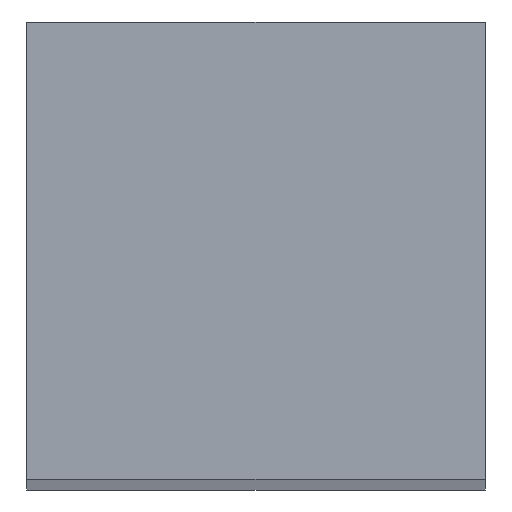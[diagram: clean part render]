
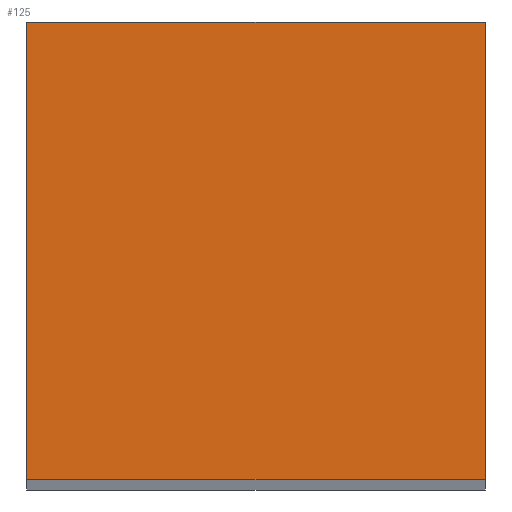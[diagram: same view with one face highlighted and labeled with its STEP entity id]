
A CAD part, top view. The second image highlights one B-rep face of the part: STEP entity #125.
In plain terms, the highlighted planar face has unit normal (0, 0, 1).
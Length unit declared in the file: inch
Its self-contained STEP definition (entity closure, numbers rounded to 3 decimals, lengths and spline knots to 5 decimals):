
#7 = VERTEX_POINT ( 'NONE', #237 ) ;
#12 = DIRECTION ( 'NONE',  ( 1., 0., 0. ) ) ;
#16 = CARTESIAN_POINT ( 'NONE',  ( -0.12325, -0.123, 3.3125 ) ) ;
#33 = ORIENTED_EDGE ( 'NONE', *, *, #155, .T. ) ;
#39 = CARTESIAN_POINT ( 'NONE',  ( -0.12325, 0.123, 3.3125 ) ) ;
#40 = PLANE ( 'NONE',  #64 ) ;
#64 = AXIS2_PLACEMENT_3D ( 'NONE', #142, #81, #282 ) ;
#81 = DIRECTION ( 'NONE',  ( 0., 0., 1. ) ) ;
#95 = CARTESIAN_POINT ( 'NONE',  ( -0.12325, 0.123, 3.3125 ) ) ;
#98 = EDGE_CURVE ( 'NONE', #129, #273, #167, .T. ) ;
#115 = LINE ( 'NONE', #220, #131 ) ;
#116 = VECTOR ( 'NONE', #12, 39.37008 ) ;
#121 = CARTESIAN_POINT ( 'NONE',  ( 0.12325, -0.123, 3.3125 ) ) ;
#125 = ADVANCED_FACE ( 'NONE', ( #258 ), #40, .T. ) ;
#127 = ORIENTED_EDGE ( 'NONE', *, *, #164, .F. ) ;
#129 = VERTEX_POINT ( 'NONE', #141 ) ;
#131 = VECTOR ( 'NONE', #163, 39.37008 ) ;
#141 = CARTESIAN_POINT ( 'NONE',  ( -0.12325, -0.123, 3.3125 ) ) ;
#142 = CARTESIAN_POINT ( 'NONE',  ( 0., 0., 3.3125 ) ) ;
#155 = EDGE_CURVE ( 'NONE', #273, #7, #115, .T. ) ;
#163 = DIRECTION ( 'NONE',  ( 0., 1., 0. ) ) ;
#164 = EDGE_CURVE ( 'NONE', #129, #185, #206, .T. ) ;
#167 = LINE ( 'NONE', #16, #257 ) ;
#181 = EDGE_LOOP ( 'NONE', ( #301, #33, #277, #127 ) ) ;
#185 = VERTEX_POINT ( 'NONE', #95 ) ;
#193 = DIRECTION ( 'NONE',  ( 1., 0., 0. ) ) ;
#196 = LINE ( 'NONE', #39, #116 ) ;
#202 = CARTESIAN_POINT ( 'NONE',  ( -0.12325, -0.123, 3.3125 ) ) ;
#206 = LINE ( 'NONE', #202, #280 ) ;
#220 = CARTESIAN_POINT ( 'NONE',  ( 0.12325, -0.123, 3.3125 ) ) ;
#237 = CARTESIAN_POINT ( 'NONE',  ( 0.12325, 0.123, 3.3125 ) ) ;
#257 = VECTOR ( 'NONE', #193, 39.37008 ) ;
#258 = FACE_OUTER_BOUND ( 'NONE', #181, .T. ) ;
#273 = VERTEX_POINT ( 'NONE', #121 ) ;
#277 = ORIENTED_EDGE ( 'NONE', *, *, #295, .F. ) ;
#280 = VECTOR ( 'NONE', #315, 39.37008 ) ;
#282 = DIRECTION ( 'NONE',  ( 1., 0., 0. ) ) ;
#295 = EDGE_CURVE ( 'NONE', #185, #7, #196, .T. ) ;
#301 = ORIENTED_EDGE ( 'NONE', *, *, #98, .T. ) ;
#315 = DIRECTION ( 'NONE',  ( 0., 1., 0. ) ) ;
